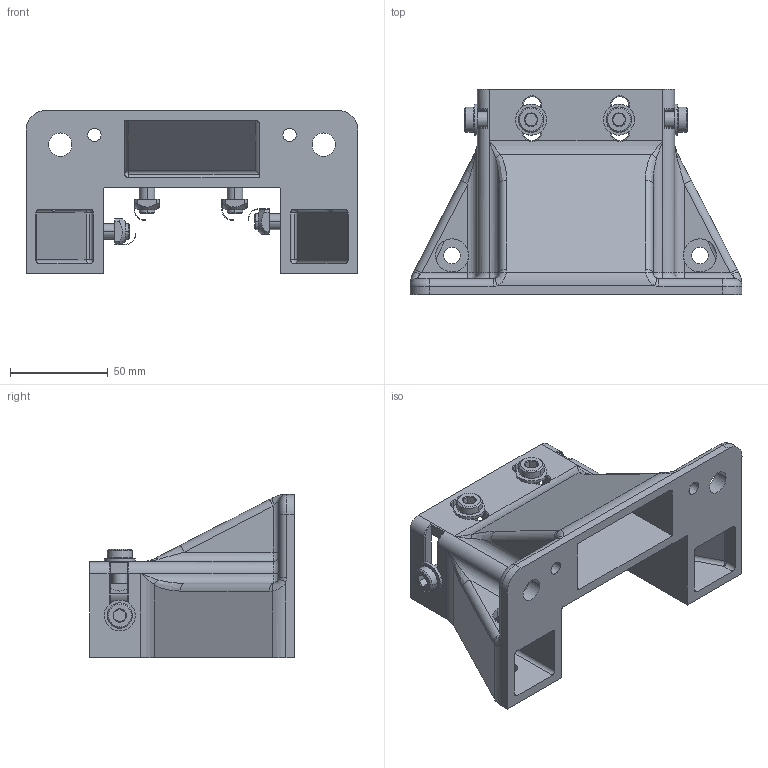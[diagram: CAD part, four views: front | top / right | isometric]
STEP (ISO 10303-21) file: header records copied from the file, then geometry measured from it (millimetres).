
FILE_DESCRIPTION (( 'STEP AP203' ), '1' );
FILE_NAME ('33-45903S-7.step', '2022-02-08T21:46:42', ( '' ), ( '' ), 'SwSTEP 2.0', 'SolidWorks 2021', '' );
FILE_SCHEMA (( 'CONFIG_CONTROL_DESIGN' ));
Length unit declared in the file: millimetre
Products named in the file (5): M8 LOW-HEAD SOCKET CAP SCREW_M8X20LHSCS-0; STANDARD WASHER_M8SMW-0; 33-45903S-7 _ no hardware; SQUARE NUT POS FIX_M8S-PF; 33-45903S-7
Assembly tree (13 placements, depth 2):
  33-45903S-7
    33-45903S-7 _ no hardware
    STANDARD WASHER_M8SMW-0  x4
    M8 LOW-HEAD SOCKET CAP SCREW_M8X20LHSCS-0  x4
    SQUARE NUT POS FIX_M8S-PF  x4
Bounding box: 170 x 105 x 83.5 mm (x, y, z)
Volume: 221647 mm3; surface area: 89191.2 mm2
Topology: 13 solids, 13 shells, 430 faces, 1067 edges, 655 vertices
Faces by surface type: plane 151, cylinder 143, cone 76, torus 28, bspline 22, sphere 10
Entity records: 10126 total; most frequent: CARTESIAN_POINT 3293, DIRECTION 1318, ORIENTED_EDGE 1268, EDGE_CURVE 634, AXIS2_PLACEMENT_3D 518, VERTEX_POINT 384, VECTOR 282, LINE 282
